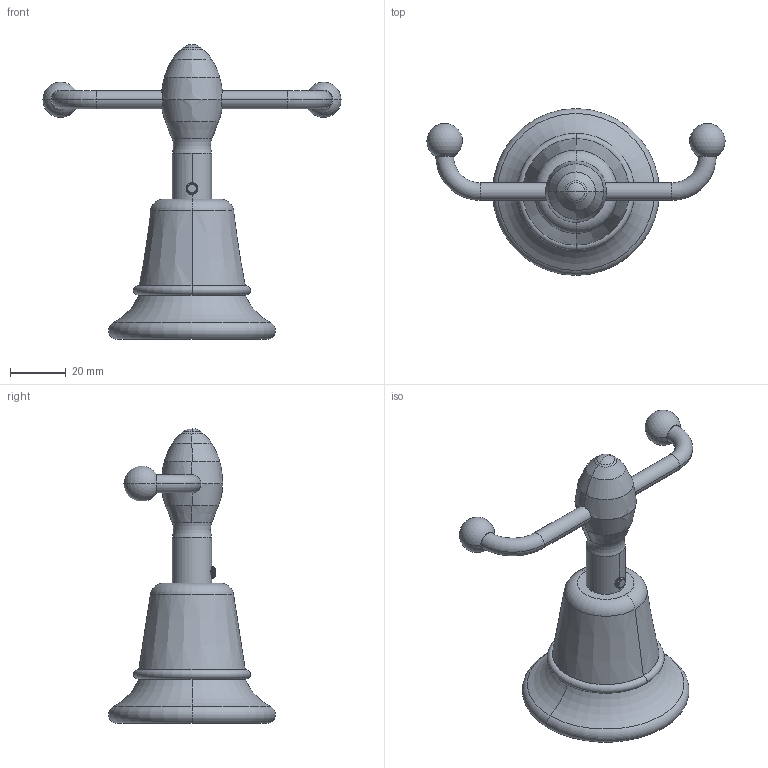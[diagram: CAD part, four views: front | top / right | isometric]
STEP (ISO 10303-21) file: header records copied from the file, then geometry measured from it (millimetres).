
FILE_DESCRIPTION((''),'2;1');
FILE_NAME('31-13_WEB','2010-11-11T',('project'),(''),'PRO/ENGINEER BY PARAMETRIC TECHNOLOGY CORPORATION, 2009300','PRO/ENGINEER BY PARAMETRIC TECHNOLOGY CORPORATION, 2009300','');
FILE_SCHEMA(('CONFIG_CONTROL_DESIGN'));
Length unit declared in the file: inch
Products named in the file (1): 31-13_WEB
Bounding box: 106.67 x 59.68 x 105.49 mm (x, y, z)
Surface area: 18360 mm2 (no closed solid volume)
Topology: 0 solids, 10 shells, 59 faces, 155 edges, 99 vertices
Faces by surface type: torus 14, bspline 11, cylinder 11, cone 10, plane 7, sphere 6
Entity records: 2950 total; most frequent: CARTESIAN_POINT 1556, DIRECTION 300, ORIENTED_EDGE 254, EDGE_CURVE 149, AXIS2_PLACEMENT_3D 138, VERTEX_POINT 99, CIRCLE 90, EDGE_LOOP 59
